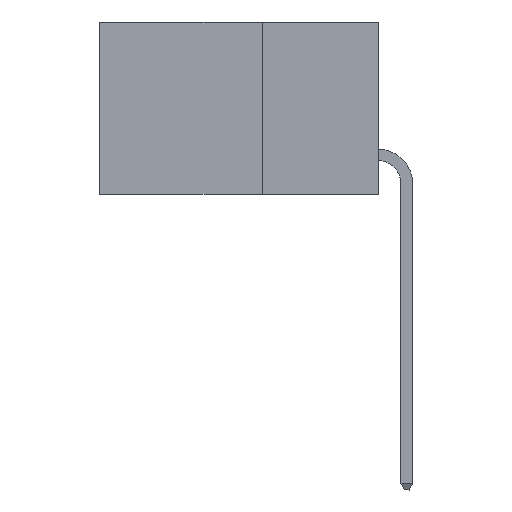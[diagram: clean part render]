
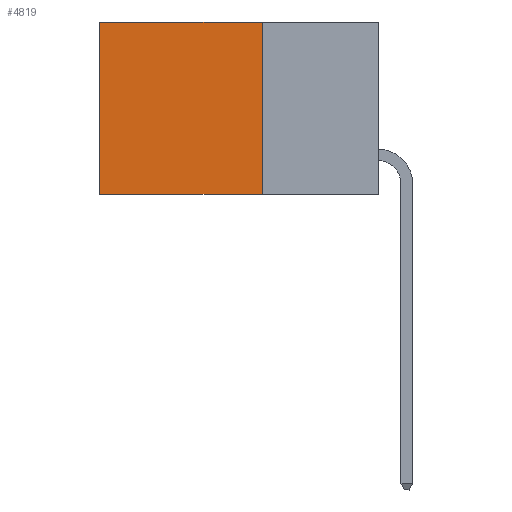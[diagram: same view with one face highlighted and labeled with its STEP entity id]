
A CAD part, left-side view. The second image highlights one B-rep face of the part: STEP entity #4819.
In plain terms, the highlighted planar face has unit normal (-1, 0, 0).
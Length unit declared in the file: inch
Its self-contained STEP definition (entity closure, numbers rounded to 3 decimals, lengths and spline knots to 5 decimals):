
#60 = VERTEX_POINT ( 'NONE', #3429 ) ;
#603 = EDGE_CURVE ( 'NONE', #60, #2583, #9277, .T. ) ;
#818 = VECTOR ( 'NONE', #11316, 39.37008 ) ;
#1314 = EDGE_CURVE ( 'NONE', #4257, #2583, #5006, .T. ) ;
#1332 = CARTESIAN_POINT ( 'NONE',  ( 0.2615, 0.6, 0. ) ) ;
#1387 = CARTESIAN_POINT ( 'NONE',  ( 0.2615, 0.6, -0.37 ) ) ;
#2016 = EDGE_CURVE ( 'NONE', #7771, #4257, #8424, .T. ) ;
#2418 = VECTOR ( 'NONE', #5944, 39.37008 ) ;
#2583 = VERTEX_POINT ( 'NONE', #8465 ) ;
#2716 = DIRECTION ( 'NONE',  ( 0., 1., 0. ) ) ;
#3429 = CARTESIAN_POINT ( 'NONE',  ( 0.2615, 0.25, -0.37 ) ) ;
#4257 = VERTEX_POINT ( 'NONE', #1332 ) ;
#4457 = FACE_OUTER_BOUND ( 'NONE', #7474, .T. ) ;
#4758 = VECTOR ( 'NONE', #6510, 39.37008 ) ;
#4818 = CARTESIAN_POINT ( 'NONE',  ( 0.2615, 0.25, -0.37 ) ) ;
#4819 = ADVANCED_FACE ( 'NONE', ( #4457 ), #8157, .F. ) ;
#5006 = LINE ( 'NONE', #1387, #2418 ) ;
#5218 = AXIS2_PLACEMENT_3D ( 'NONE', #11855, #6531, #9475 ) ;
#5530 = CARTESIAN_POINT ( 'NONE',  ( 0.2615, 0.25, -0.37 ) ) ;
#5660 = ORIENTED_EDGE ( 'NONE', *, *, #2016, .T. ) ;
#5675 = ORIENTED_EDGE ( 'NONE', *, *, #603, .F. ) ;
#5944 = DIRECTION ( 'NONE',  ( 0., 0., -1. ) ) ;
#6510 = DIRECTION ( 'NONE',  ( 0., 1., 0. ) ) ;
#6531 = DIRECTION ( 'NONE',  ( 1., 0., 0. ) ) ;
#7267 = ORIENTED_EDGE ( 'NONE', *, *, #11142, .F. ) ;
#7474 = EDGE_LOOP ( 'NONE', ( #11367, #5675, #7267, #5660 ) ) ;
#7690 = LINE ( 'NONE', #4818, #818 ) ;
#7771 = VERTEX_POINT ( 'NONE', #10951 ) ;
#8157 = PLANE ( 'NONE',  #5218 ) ;
#8264 = CARTESIAN_POINT ( 'NONE',  ( 0.2615, 0.25, 0. ) ) ;
#8424 = LINE ( 'NONE', #8264, #4758 ) ;
#8465 = CARTESIAN_POINT ( 'NONE',  ( 0.2615, 0.6, -0.37 ) ) ;
#9277 = LINE ( 'NONE', #5530, #10727 ) ;
#9475 = DIRECTION ( 'NONE',  ( 0., 0., -1. ) ) ;
#10727 = VECTOR ( 'NONE', #2716, 39.37008 ) ;
#10951 = CARTESIAN_POINT ( 'NONE',  ( 0.2615, 0.25, 0. ) ) ;
#11142 = EDGE_CURVE ( 'NONE', #7771, #60, #7690, .T. ) ;
#11316 = DIRECTION ( 'NONE',  ( 0., 0., -1. ) ) ;
#11367 = ORIENTED_EDGE ( 'NONE', *, *, #1314, .T. ) ;
#11855 = CARTESIAN_POINT ( 'NONE',  ( 0.2615, 0.25, -0.37 ) ) ;
